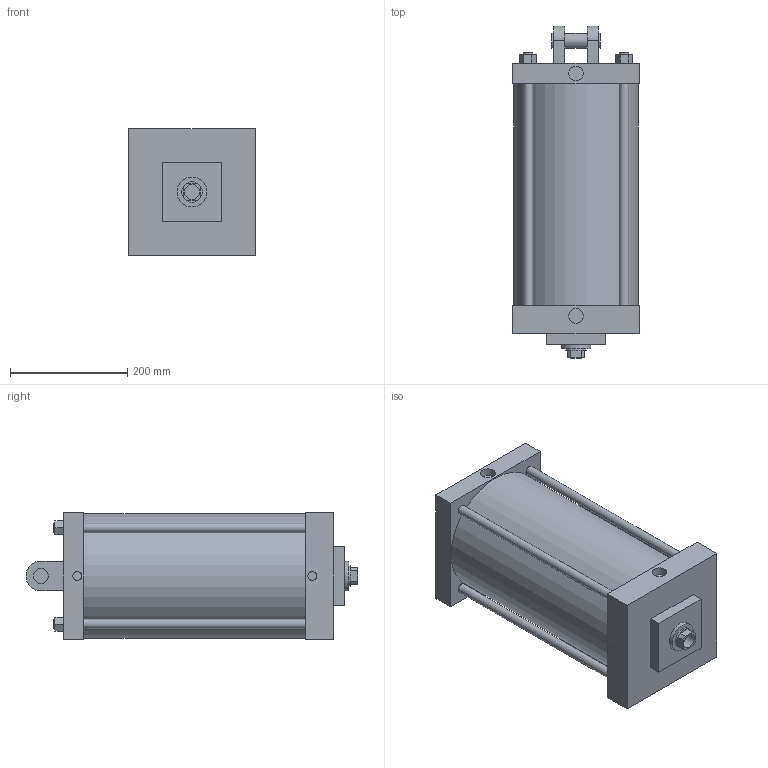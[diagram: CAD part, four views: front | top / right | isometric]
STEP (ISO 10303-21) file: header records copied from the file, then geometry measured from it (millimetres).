
FILE_DESCRIPTION((' Parasolid data model '),'2;1');
FILE_NAME('GSSL','1999-12-15T14:50:56+00:00',(' GSSL '),(' GSSL Pune '),'','GSSL Pune','Author');
FILE_SCHEMA(('CONFIG_CONTROL_DESIGN'));
Length unit declared in the file: millimetre
Bounding box: 215.9 x 565.15 x 215.9 mm (x, y, z)
Surface area: 552629.3 mm2 (no closed solid volume)
Topology: 0 solids, 6 shells, 104 faces, 258 edges, 183 vertices
Faces by surface type: plane 75, cylinder 29
Full cylindrical faces by diameter (mm): 15.081 x6, 15.875 x8, 25.118 x2, 25.4 x4, 34.925 x1, 50.8 x1, 212.725 x1
Entity records: 2964 total; most frequent: CARTESIAN_POINT 499, DIRECTION 474, ORIENTED_EDGE 409, EDGE_CURVE 230, VERTEX_POINT 178, LINE 168, VECTOR 168, EDGE_LOOP 166
